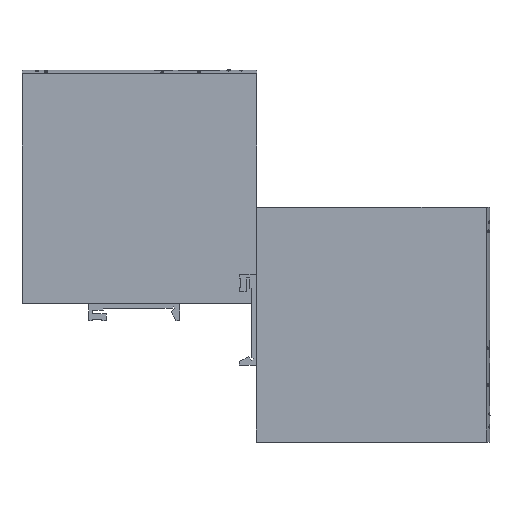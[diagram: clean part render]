
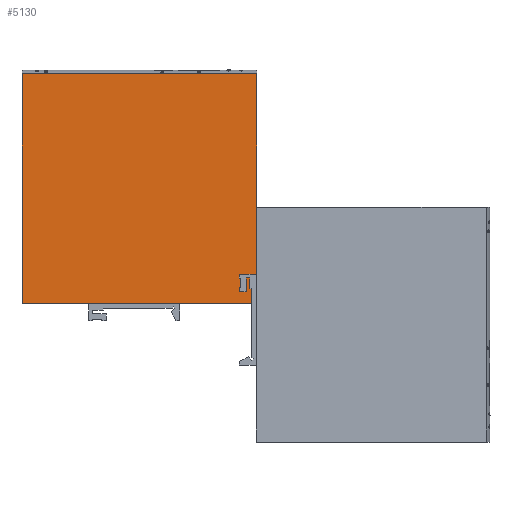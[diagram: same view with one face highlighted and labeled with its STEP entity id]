
A CAD part, left-side view. The second image highlights one B-rep face of the part: STEP entity #5130.
In plain terms, the highlighted planar face has unit normal (-1, 0, 0).
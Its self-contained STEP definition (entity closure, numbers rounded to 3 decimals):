
#5130 = ADVANCED_FACE( '', ( #13806 ), #13807, .T. );
#13806 = FACE_OUTER_BOUND( '', #26689, .T. );
#13807 = PLANE( '', #26690 );
#26689 = EDGE_LOOP( '', ( #43757, #43758, #43759, #43760 ) );
#26690 = AXIS2_PLACEMENT_3D( '', #43761, #43762, #43763 );
#43757 = ORIENTED_EDGE( '', *, *, #82182, .T. );
#43758 = ORIENTED_EDGE( '', *, *, #82183, .T. );
#43759 = ORIENTED_EDGE( '', *, *, #81067, .F. );
#43760 = ORIENTED_EDGE( '', *, *, #82184, .F. );
#43761 = CARTESIAN_POINT( '', ( -28.669, -123.9, -73.769 ) );
#43762 = DIRECTION( '', ( -1., 0., 0. ) );
#43763 = DIRECTION( '', ( 0., 0., 1. ) );
#81067 = EDGE_CURVE( '', #97318, #97319, #97320, .T. );
#82182 = EDGE_CURVE( '', #99244, #99245, #99246, .T. );
#82183 = EDGE_CURVE( '', #99245, #97319, #99247, .T. );
#82184 = EDGE_CURVE( '', #99244, #97318, #99248, .T. );
#97318 = VERTEX_POINT( '', #121808 );
#97319 = VERTEX_POINT( '', #121809 );
#97320 = LINE( '', #121810, #121811 );
#99244 = VERTEX_POINT( '', #125403 );
#99245 = VERTEX_POINT( '', #125404 );
#99246 = LINE( '', #125405, #125406 );
#99247 = LINE( '', #125407, #125408 );
#99248 = LINE( '', #125409, #125410 );
#121808 = CARTESIAN_POINT( '', ( -28.669, -122.422, -73.769 ) );
#121809 = CARTESIAN_POINT( '', ( -28.669, 0.1, -73.769 ) );
#121810 = CARTESIAN_POINT( '', ( -28.669, -123.9, -73.769 ) );
#121811 = VECTOR( '', #158651, 1000. );
#125403 = CARTESIAN_POINT( '', ( -28.669, -122.422, 51.231 ) );
#125404 = CARTESIAN_POINT( '', ( -28.669, 0.1, 51.231 ) );
#125405 = CARTESIAN_POINT( '', ( -28.669, -123.9, 51.231 ) );
#125406 = VECTOR( '', #159552, 1000. );
#125407 = CARTESIAN_POINT( '', ( -28.669, 0.1, 51.231 ) );
#125408 = VECTOR( '', #159553, 1000. );
#125409 = CARTESIAN_POINT( '', ( -28.669, -122.422, -133.027 ) );
#125410 = VECTOR( '', #159554, 1000. );
#158651 = DIRECTION( '', ( 0., 1., 0. ) );
#159552 = DIRECTION( '', ( 0., 1., 0. ) );
#159553 = DIRECTION( '', ( 0., 0., -1. ) );
#159554 = DIRECTION( '', ( 0., 0., -1. ) );
